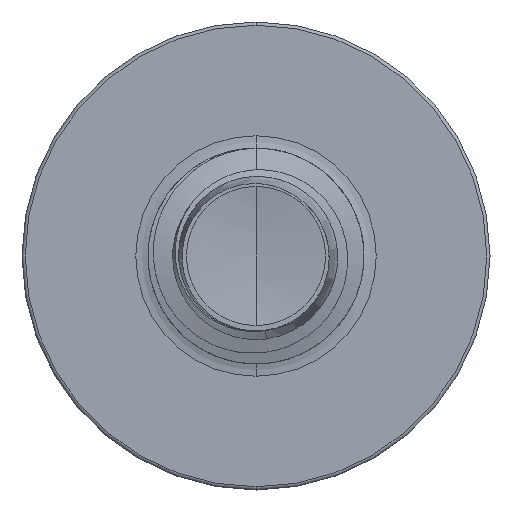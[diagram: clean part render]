
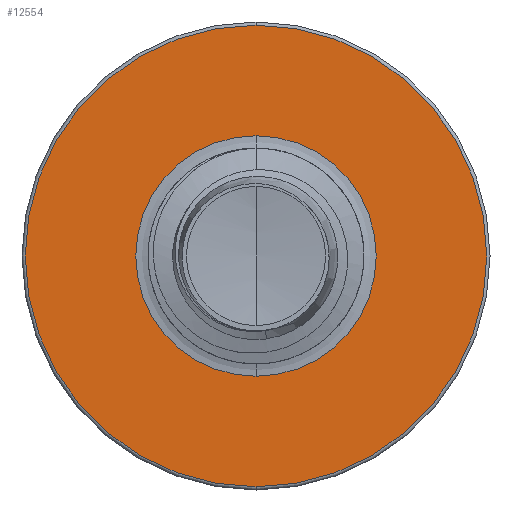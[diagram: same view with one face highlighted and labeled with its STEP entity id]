
A CAD part, front view. The second image highlights one B-rep face of the part: STEP entity #12554.
In plain terms, the highlighted planar face has unit normal (0, -1, 0).
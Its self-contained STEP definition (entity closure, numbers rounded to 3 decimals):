
#59 = CARTESIAN_POINT ( 'NONE',  ( 0., 4.5, -1.67 ) ) ;
#379 = CARTESIAN_POINT ( 'NONE',  ( 0., 4.5, -3.205 ) ) ;
#404 = ORIENTED_EDGE ( 'NONE', *, *, #12471, .T. ) ;
#438 = ORIENTED_EDGE ( 'NONE', *, *, #11188, .T. ) ;
#849 = EDGE_LOOP ( 'NONE', ( #6442, #12311 ) ) ;
#1028 = PLANE ( 'NONE',  #1402 ) ;
#1068 = EDGE_LOOP ( 'NONE', ( #404, #438 ) ) ;
#1219 = VERTEX_POINT ( 'NONE', #13433 ) ;
#1402 = AXIS2_PLACEMENT_3D ( 'NONE', #11857, #11716, #11712 ) ;
#1585 = CIRCLE ( 'NONE', #8515, 3.205 ) ;
#1758 = AXIS2_PLACEMENT_3D ( 'NONE', #12637, #12626, #12619 ) ;
#2131 = AXIS2_PLACEMENT_3D ( 'NONE', #12578, #12555, #12329 ) ;
#2898 = VERTEX_POINT ( 'NONE', #379 ) ;
#5031 = DIRECTION ( 'NONE',  ( 0., 0., 1. ) ) ;
#5092 = DIRECTION ( 'NONE',  ( 0., 1., 0. ) ) ;
#5106 = CARTESIAN_POINT ( 'NONE',  ( 0., 4.5, 0. ) ) ;
#5830 = AXIS2_PLACEMENT_3D ( 'NONE', #5106, #5092, #5031 ) ;
#6178 = EDGE_CURVE ( 'NONE', #1219, #2898, #1585, .T. ) ;
#6442 = ORIENTED_EDGE ( 'NONE', *, *, #6178, .F. ) ;
#6680 = FACE_BOUND ( 'NONE', #1068, .T. ) ;
#7554 = CIRCLE ( 'NONE', #2131, 3.205 ) ;
#7754 = VERTEX_POINT ( 'NONE', #59 ) ;
#8515 = AXIS2_PLACEMENT_3D ( 'NONE', #10154, #10149, #10143 ) ;
#9867 = CIRCLE ( 'NONE', #5830, 1.67 ) ;
#9936 = CIRCLE ( 'NONE', #1758, 1.67 ) ;
#10143 = DIRECTION ( 'NONE',  ( 0., 0., 1. ) ) ;
#10149 = DIRECTION ( 'NONE',  ( 0., 1., 0. ) ) ;
#10154 = CARTESIAN_POINT ( 'NONE',  ( 0., 4.5, 0. ) ) ;
#10373 = CARTESIAN_POINT ( 'NONE',  ( 0., 4.5, 1.67 ) ) ;
#11188 = EDGE_CURVE ( 'NONE', #7754, #12365, #9867, .T. ) ;
#11712 = DIRECTION ( 'NONE',  ( 0., 0., 1. ) ) ;
#11716 = DIRECTION ( 'NONE',  ( 0., 1., 0. ) ) ;
#11857 = CARTESIAN_POINT ( 'NONE',  ( 0., 4.5, -1.67 ) ) ;
#12311 = ORIENTED_EDGE ( 'NONE', *, *, #12482, .F. ) ;
#12329 = DIRECTION ( 'NONE',  ( 0., 0., 1. ) ) ;
#12365 = VERTEX_POINT ( 'NONE', #10373 ) ;
#12471 = EDGE_CURVE ( 'NONE', #12365, #7754, #9936, .T. ) ;
#12482 = EDGE_CURVE ( 'NONE', #2898, #1219, #7554, .T. ) ;
#12554 = ADVANCED_FACE ( 'NONE', ( #13276, #6680 ), #1028, .F. ) ;
#12555 = DIRECTION ( 'NONE',  ( 0., 1., 0. ) ) ;
#12578 = CARTESIAN_POINT ( 'NONE',  ( 0., 4.5, 0. ) ) ;
#12619 = DIRECTION ( 'NONE',  ( 0., 0., 1. ) ) ;
#12626 = DIRECTION ( 'NONE',  ( 0., 1., 0. ) ) ;
#12637 = CARTESIAN_POINT ( 'NONE',  ( 0., 4.5, 0. ) ) ;
#13276 = FACE_OUTER_BOUND ( 'NONE', #849, .T. ) ;
#13433 = CARTESIAN_POINT ( 'NONE',  ( 0., 4.5, 3.205 ) ) ;
